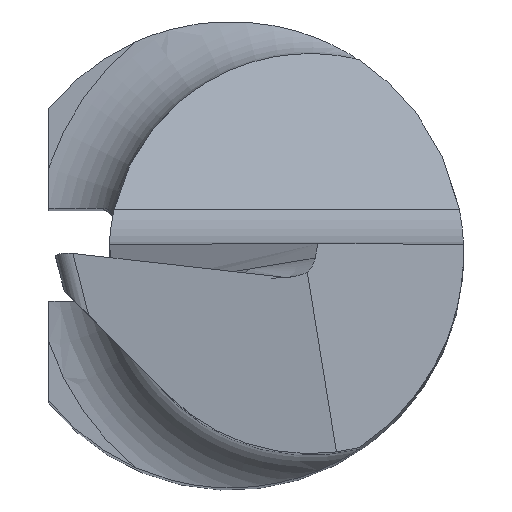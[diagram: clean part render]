
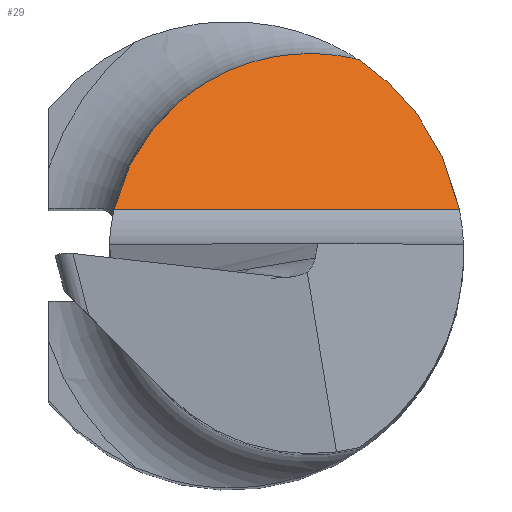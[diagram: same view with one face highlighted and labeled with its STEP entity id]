
A CAD part, top view. The second image highlights one B-rep face of the part: STEP entity #29.
In plain terms, the highlighted planar face has unit normal (0, 0.766, 0.643).
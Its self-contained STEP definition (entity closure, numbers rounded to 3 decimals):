
#29 = ADVANCED_FACE ( 'NONE', ( #702 ), #1105, .F. ) ;
#32 =( BOUNDED_CURVE ( )  B_SPLINE_CURVE ( 3, ( #963, #1059, #768, #780 ),
 .UNSPECIFIED., .F., .T. ) 
 B_SPLINE_CURVE_WITH_KNOTS ( ( 4, 4 ),
 ( 4.935, 6.533 ),
 .UNSPECIFIED. ) 
 CURVE ( )  GEOMETRIC_REPRESENTATION_ITEM ( )  RATIONAL_B_SPLINE_CURVE ( ( 1., 0.798, 0.798, 1. ) ) 
 REPRESENTATION_ITEM ( '' )  );
#42 = EDGE_CURVE ( 'NONE', #332, #656, #887, .T. ) ;
#67 = DIRECTION ( 'NONE',  ( -1., 0., 0. ) ) ;
#109 = EDGE_LOOP ( 'NONE', ( #627, #566, #829 ) ) ;
#240 = CARTESIAN_POINT ( 'NONE',  ( 1.382, 2.083, 19.082 ) ) ;
#251 = AXIS2_PLACEMENT_3D ( 'NONE', #320, #1080, #309 ) ;
#309 = DIRECTION ( 'NONE',  ( 0., 0.643, -0.766 ) ) ;
#320 = CARTESIAN_POINT ( 'NONE',  ( 2.5, 0.474, 20.999 ) ) ;
#332 = VERTEX_POINT ( 'NONE', #764 ) ;
#357 =( BOUNDED_CURVE ( )  B_SPLINE_CURVE ( 3, ( #625, #1196, #526, #240 ),
 .UNSPECIFIED., .F., .T. ) 
 B_SPLINE_CURVE_WITH_KNOTS ( ( 4, 4 ),
 ( 4.903, 5.697 ),
 .UNSPECIFIED. ) 
 CURVE ( )  GEOMETRIC_REPRESENTATION_ITEM ( )  RATIONAL_B_SPLINE_CURVE ( ( 1., 0.948, 0.948, 1. ) ) 
 REPRESENTATION_ITEM ( '' )  );
#406 = VECTOR ( 'NONE', #67, 1000. ) ;
#425 = CARTESIAN_POINT ( 'NONE',  ( -1.247, 0.474, 20.999 ) ) ;
#434 = CARTESIAN_POINT ( 'NONE',  ( 2.5, 0.474, 20.999 ) ) ;
#438 = EDGE_CURVE ( 'NONE', #332, #1014, #357, .T. ) ;
#526 = CARTESIAN_POINT ( 'NONE',  ( 1.949, 1.707, 19.53 ) ) ;
#566 = ORIENTED_EDGE ( 'NONE', *, *, #438, .T. ) ;
#625 = CARTESIAN_POINT ( 'NONE',  ( 2.455, 0.474, 20.999 ) ) ;
#627 = ORIENTED_EDGE ( 'NONE', *, *, #42, .F. ) ;
#656 = VERTEX_POINT ( 'NONE', #425 ) ;
#702 = FACE_OUTER_BOUND ( 'NONE', #109, .T. ) ;
#764 = CARTESIAN_POINT ( 'NONE',  ( 2.455, 0.474, 20.999 ) ) ;
#768 = CARTESIAN_POINT ( 'NONE',  ( 0.135, 2.402, 18.702 ) ) ;
#780 = CARTESIAN_POINT ( 'NONE',  ( 1.382, 2.083, 19.082 ) ) ;
#829 = ORIENTED_EDGE ( 'NONE', *, *, #988, .F. ) ;
#887 = LINE ( 'NONE', #434, #406 ) ;
#963 = CARTESIAN_POINT ( 'NONE',  ( -1.247, 0.474, 20.999 ) ) ;
#988 = EDGE_CURVE ( 'NONE', #656, #1014, #32, .T. ) ;
#1014 = VERTEX_POINT ( 'NONE', #1065 ) ;
#1059 = CARTESIAN_POINT ( 'NONE',  ( -0.963, 1.73, 19.503 ) ) ;
#1065 = CARTESIAN_POINT ( 'NONE',  ( 1.382, 2.083, 19.082 ) ) ;
#1080 = DIRECTION ( 'NONE',  ( 0., -0.766, -0.643 ) ) ;
#1105 = PLANE ( 'NONE',  #251 ) ;
#1196 = CARTESIAN_POINT ( 'NONE',  ( 2.326, 1.142, 20.204 ) ) ;
